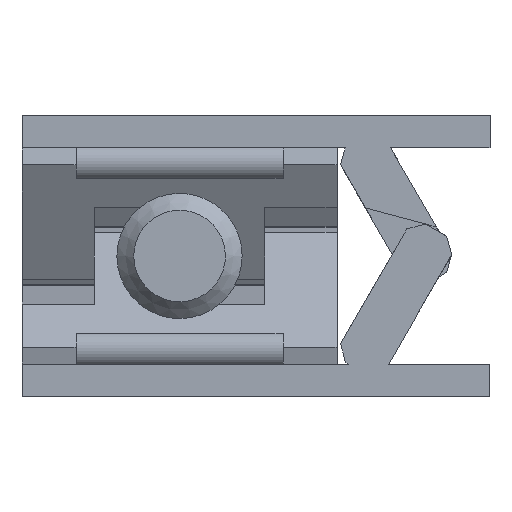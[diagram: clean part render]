
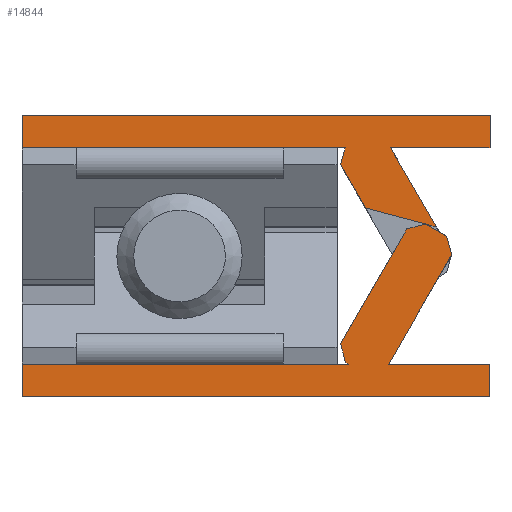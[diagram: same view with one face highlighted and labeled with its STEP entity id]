
A CAD part, front view. The second image highlights one B-rep face of the part: STEP entity #14844.
In plain terms, the highlighted planar face has unit normal (0, -1, 0).
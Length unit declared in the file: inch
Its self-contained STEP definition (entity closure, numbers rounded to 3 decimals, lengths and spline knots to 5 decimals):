
#469=CARTESIAN_POINT('',(6.5,0.0,3.90215));
#470=VERTEX_POINT('',#469);
#477=CARTESIAN_POINT('',(6.5,0.0,3.45215));
#478=VERTEX_POINT('',#477);
#479=CARTESIAN_POINT('',(6.5,0.0,3.90215));
#480=DIRECTION('',(0.0,0.0,-1.0));
#481=VECTOR('',#480,0.45);
#482=LINE('',#479,#481);
#483=EDGE_CURVE('',#470,#478,#482,.T.);
#554=CARTESIAN_POINT('',(0.,0.,3.45215));
#555=VERTEX_POINT('',#554);
#562=CARTESIAN_POINT('',(0.,0.0,3.90215));
#563=VERTEX_POINT('',#562);
#564=CARTESIAN_POINT('',(0.,0.,3.45215));
#565=DIRECTION('',(0.0,0.0,1.0));
#566=VECTOR('',#565,0.45);
#567=LINE('',#564,#566);
#568=EDGE_CURVE('',#555,#563,#567,.T.);
#1532=CARTESIAN_POINT('',(0.,0.0,0.45));
#1533=VERTEX_POINT('',#1532);
#1540=CARTESIAN_POINT('',(4.53401,0.0,0.45));
#1541=VERTEX_POINT('',#1540);
#1542=CARTESIAN_POINT('',(0.,0.0,0.45));
#1543=DIRECTION('',(1.0,0.0,0.0));
#1544=VECTOR('',#1543,4.53401);
#1545=LINE('',#1542,#1544);
#1546=EDGE_CURVE('',#1533,#1541,#1545,.T.);
#1941=CARTESIAN_POINT('',(0.0,0.0,0.0));
#1942=VERTEX_POINT('',#1941);
#1949=CARTESIAN_POINT('',(0.0,0.0,0.0));
#1950=DIRECTION('',(0.0,0.0,1.0));
#1951=VECTOR('',#1950,0.45);
#1952=LINE('',#1949,#1951);
#1953=EDGE_CURVE('',#1942,#1533,#1952,.T.);
#2032=CARTESIAN_POINT('',(5.09235,0.0,0.45));
#2033=VERTEX_POINT('',#2032);
#2040=CARTESIAN_POINT('',(6.5,0.,0.45));
#2041=VERTEX_POINT('',#2040);
#2042=CARTESIAN_POINT('',(5.09235,0.0,0.45));
#2043=DIRECTION('',(1.0,0.0,0.0));
#2044=VECTOR('',#2043,1.40765);
#2045=LINE('',#2042,#2044);
#2046=EDGE_CURVE('',#2033,#2041,#2045,.T.);
#2132=CARTESIAN_POINT('',(6.5,0.0,0.0));
#2133=VERTEX_POINT('',#2132);
#2134=CARTESIAN_POINT('',(6.5,0.0,0.0));
#2135=DIRECTION('',(0.0,0.0,1.0));
#2136=VECTOR('',#2135,0.45);
#2137=LINE('',#2134,#2136);
#2138=EDGE_CURVE('',#2133,#2041,#2137,.T.);
#2187=CARTESIAN_POINT('',(6.5,0.0,0.0));
#2188=DIRECTION('',(-1.0,0.0,0.0));
#2189=VECTOR('',#2188,6.5);
#2190=LINE('',#2187,#2189);
#2191=EDGE_CURVE('',#2133,#1942,#2190,.T.);
#9501=CARTESIAN_POINT('',(5.60308,0.0,2.39562));
#9502=VERTEX_POINT('',#9501);
#9517=CARTESIAN_POINT('',(5.34423,0.0,2.32626));
#9518=VERTEX_POINT('',#9517);
#9525=CARTESIAN_POINT('',(5.60308,0.0,2.39562));
#9526=DIRECTION('',(-0.966,0.0,-0.259));
#9527=VECTOR('',#9526,0.26798);
#9528=LINE('',#9525,#9527);
#9529=EDGE_CURVE('',#9502,#9518,#9528,.T.);
#9883=CARTESIAN_POINT('',(4.49378,0.0,0.47323));
#9884=VERTEX_POINT('',#9883);
#9885=CARTESIAN_POINT('',(4.49378,0.0,0.47323));
#9886=DIRECTION('',(0.866,0.0,-0.5));
#9887=VECTOR('',#9886,0.04646);
#9888=LINE('',#9885,#9887);
#9889=EDGE_CURVE('',#9884,#1541,#9888,.T.);
#10022=CARTESIAN_POINT('',(5.96777,0.0,1.96626));
#10023=VERTEX_POINT('',#10022);
#10030=CARTESIAN_POINT('',(5.96777,0.0,1.96626));
#10031=DIRECTION('',(-0.5,0.0,-0.866));
#10032=VECTOR('',#10031,1.75083);
#10033=LINE('',#10030,#10032);
#10034=EDGE_CURVE('',#10023,#2033,#10033,.T.);
#10123=CARTESIAN_POINT('',(4.42423,0.0,0.73278));
#10124=VERTEX_POINT('',#10123);
#10131=CARTESIAN_POINT('',(5.34423,0.0,2.32626));
#10132=DIRECTION('',(-0.5,0.0,-0.866));
#10133=VECTOR('',#10132,1.84);
#10134=LINE('',#10131,#10133);
#10135=EDGE_CURVE('',#9518,#10124,#10134,.T.);
#10201=CARTESIAN_POINT('',(5.89822,0.0,2.22581));
#10202=VERTEX_POINT('',#10201);
#10203=CARTESIAN_POINT('',(5.89822,0.0,2.22581));
#10204=DIRECTION('',(0.259,0.0,-0.966));
#10205=VECTOR('',#10204,0.2687);
#10206=LINE('',#10203,#10205);
#10207=EDGE_CURVE('',#10202,#10023,#10206,.T.);
#10289=CARTESIAN_POINT('',(4.42423,0.0,0.73278));
#10290=DIRECTION('',(0.259,0.0,-0.966));
#10291=VECTOR('',#10290,0.2687);
#10292=LINE('',#10289,#10291);
#10293=EDGE_CURVE('',#10124,#9884,#10292,.T.);
#10316=CARTESIAN_POINT('',(5.60498,0.0,2.39511));
#10317=VERTEX_POINT('',#10316);
#10326=CARTESIAN_POINT('',(5.60498,0.0,2.39511));
#10327=DIRECTION('',(0.866,0.0,-0.5));
#10328=VECTOR('',#10327,0.33861);
#10329=LINE('',#10326,#10328);
#10330=EDGE_CURVE('',#10317,#10202,#10329,.T.);
#10495=CARTESIAN_POINT('',(5.75327,0.0,2.35538));
#10496=VERTEX_POINT('',#10495);
#10503=CARTESIAN_POINT('',(5.75327,0.0,2.35538));
#10504=DIRECTION('',(-0.966,0.0,0.259));
#10505=VECTOR('',#10504,0.15352);
#10506=LINE('',#10503,#10505);
#10507=EDGE_CURVE('',#10496,#10317,#10506,.T.);
#10806=CARTESIAN_POINT('',(5.12004,0.0,3.45215));
#10807=VERTEX_POINT('',#10806);
#10808=CARTESIAN_POINT('',(6.5,0.0,3.45215));
#10809=DIRECTION('',(-1.0,0.0,0.0));
#10810=VECTOR('',#10809,1.37996);
#10811=LINE('',#10808,#10810);
#10812=EDGE_CURVE('',#478,#10807,#10811,.T.);
#10838=CARTESIAN_POINT('',(4.48715,0.0,3.45215));
#10839=VERTEX_POINT('',#10838);
#10847=CARTESIAN_POINT('',(4.42423,0.0,3.21734));
#10848=VERTEX_POINT('',#10847);
#10855=CARTESIAN_POINT('',(4.42423,0.0,3.21734));
#10856=DIRECTION('',(0.259,0.0,0.966));
#10857=VECTOR('',#10856,0.2431);
#10858=LINE('',#10855,#10857);
#10859=EDGE_CURVE('',#10848,#10839,#10858,.T.);
#10870=CARTESIAN_POINT('',(5.12004,0.0,3.45215));
#10871=DIRECTION('',(0.5,0.0,-0.866));
#10872=VECTOR('',#10871,1.26645);
#10873=LINE('',#10870,#10872);
#10874=EDGE_CURVE('',#10807,#10496,#10873,.T.);
#10934=CARTESIAN_POINT('',(4.76973,0.0,2.61892));
#10935=VERTEX_POINT('',#10934);
#10942=CARTESIAN_POINT('',(4.76973,0.0,2.61892));
#10943=DIRECTION('',(-0.5,0.0,0.866));
#10944=VECTOR('',#10943,0.691);
#10945=LINE('',#10942,#10944);
#10946=EDGE_CURVE('',#10935,#10848,#10945,.T.);
#11137=CARTESIAN_POINT('',(5.60308,0.0,2.39562));
#11138=DIRECTION('',(-0.966,0.0,0.259));
#11139=VECTOR('',#11138,0.86275);
#11140=LINE('',#11137,#11139);
#11141=EDGE_CURVE('',#9502,#10935,#11140,.T.);
#14456=CARTESIAN_POINT('',(0.,0.0,3.90215));
#14457=DIRECTION('',(1.0,0.0,0.0));
#14458=VECTOR('',#14457,6.5);
#14459=LINE('',#14456,#14458);
#14460=EDGE_CURVE('',#563,#470,#14459,.T.);
#14590=CARTESIAN_POINT('',(4.48715,0.0,3.45215));
#14591=DIRECTION('',(-1.0,0.0,0.0));
#14592=VECTOR('',#14591,4.48715);
#14593=LINE('',#14590,#14592);
#14594=EDGE_CURVE('',#10839,#555,#14593,.T.);
#14815=CARTESIAN_POINT('',(3.25,0.0,3.67715));
#14816=DIRECTION('',(0.0,1.0,0.0));
#14817=DIRECTION('',(0.0,0.0,1.0));
#14818=AXIS2_PLACEMENT_3D('',#14815,#14816,#14817);
#14819=PLANE('',#14818);
#14820=ORIENTED_EDGE('',*,*,#2191,.F.);
#14821=ORIENTED_EDGE('',*,*,#2138,.T.);
#14822=ORIENTED_EDGE('',*,*,#2046,.F.);
#14823=ORIENTED_EDGE('',*,*,#10034,.F.);
#14824=ORIENTED_EDGE('',*,*,#10207,.F.);
#14825=ORIENTED_EDGE('',*,*,#10330,.F.);
#14826=ORIENTED_EDGE('',*,*,#10507,.F.);
#14827=ORIENTED_EDGE('',*,*,#10874,.F.);
#14828=ORIENTED_EDGE('',*,*,#10812,.F.);
#14829=ORIENTED_EDGE('',*,*,#483,.F.);
#14830=ORIENTED_EDGE('',*,*,#14460,.F.);
#14831=ORIENTED_EDGE('',*,*,#568,.F.);
#14832=ORIENTED_EDGE('',*,*,#14594,.F.);
#14833=ORIENTED_EDGE('',*,*,#10859,.F.);
#14834=ORIENTED_EDGE('',*,*,#10946,.F.);
#14835=ORIENTED_EDGE('',*,*,#11141,.F.);
#14836=ORIENTED_EDGE('',*,*,#9529,.T.);
#14837=ORIENTED_EDGE('',*,*,#10135,.T.);
#14838=ORIENTED_EDGE('',*,*,#10293,.T.);
#14839=ORIENTED_EDGE('',*,*,#9889,.T.);
#14840=ORIENTED_EDGE('',*,*,#1546,.F.);
#14841=ORIENTED_EDGE('',*,*,#1953,.F.);
#14842=EDGE_LOOP('',(#14820,#14821,#14822,#14823,#14824,#14825,#14826,#14827,#14828,#14829,#14830,#14831,#14832,#14833,#14834,#14835,#14836,#14837,#14838,#14839,#14840,#14841));
#14843=FACE_OUTER_BOUND('',#14842,.T.);
#14844=ADVANCED_FACE('',(#14843),#14819,.F.);
